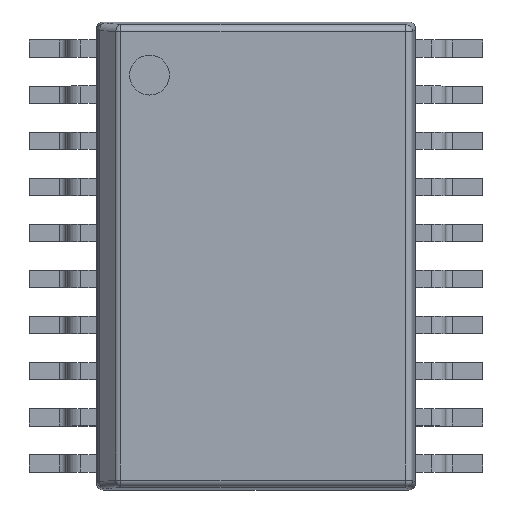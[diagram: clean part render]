
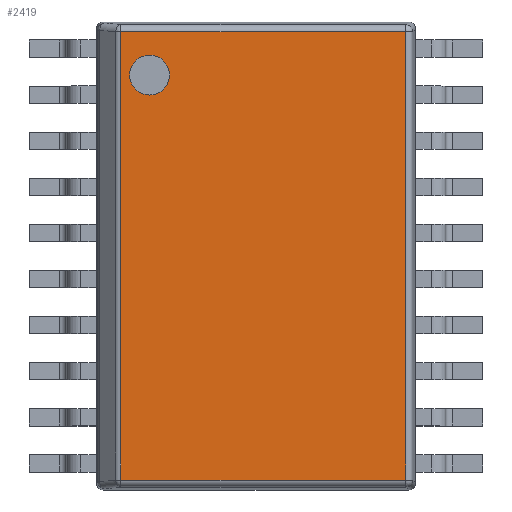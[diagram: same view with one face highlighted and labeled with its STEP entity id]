
A CAD part, top view. The second image highlights one B-rep face of the part: STEP entity #2419.
In plain terms, the highlighted planar face has unit normal (0, 0, 1).
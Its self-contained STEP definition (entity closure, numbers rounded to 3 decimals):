
#2242 = VERTEX_POINT('',#2243);
#2243 = CARTESIAN_POINT('',(0.341,6.46,1.1));
#2250 = EDGE_CURVE('',#2242,#2251,#2253,.T.);
#2251 = VERTEX_POINT('',#2252);
#2252 = CARTESIAN_POINT('',(4.36,6.46,1.1));
#2253 = LINE('',#2254,#2255);
#2254 = CARTESIAN_POINT('',(0.3,6.46,1.1));
#2255 = VECTOR('',#2256,1.);
#2256 = DIRECTION('',(1.,0.,0.));
#2317 = VERTEX_POINT('',#2318);
#2318 = CARTESIAN_POINT('',(4.36,0.14,1.1));
#2325 = EDGE_CURVE('',#2326,#2317,#2328,.T.);
#2326 = VERTEX_POINT('',#2327);
#2327 = CARTESIAN_POINT('',(0.341,0.14,1.1));
#2328 = LINE('',#2329,#2330);
#2329 = CARTESIAN_POINT('',(0.3,0.14,1.1));
#2330 = VECTOR('',#2331,1.);
#2331 = DIRECTION('',(1.,-0.,0.));
#2356 = EDGE_CURVE('',#2326,#2242,#2357,.T.);
#2357 = LINE('',#2358,#2359);
#2358 = CARTESIAN_POINT('',(0.341,0.05,1.1));
#2359 = VECTOR('',#2360,1.);
#2360 = DIRECTION('',(0.,1.,0.));
#2419 = ADVANCED_FACE('',(#2420,#2431),#2442,.T.);
#2420 = FACE_BOUND('',#2421,.T.);
#2421 = EDGE_LOOP('',(#2422,#2423,#2424,#2425));
#2422 = ORIENTED_EDGE('',*,*,#2250,.F.);
#2423 = ORIENTED_EDGE('',*,*,#2356,.F.);
#2424 = ORIENTED_EDGE('',*,*,#2325,.T.);
#2425 = ORIENTED_EDGE('',*,*,#2426,.T.);
#2426 = EDGE_CURVE('',#2317,#2251,#2427,.T.);
#2427 = LINE('',#2428,#2429);
#2428 = CARTESIAN_POINT('',(4.36,0.05,1.1));
#2429 = VECTOR('',#2430,1.);
#2430 = DIRECTION('',(0.,1.,-0.));
#2431 = FACE_BOUND('',#2432,.T.);
#2432 = EDGE_LOOP('',(#2433));
#2433 = ORIENTED_EDGE('',*,*,#2434,.F.);
#2434 = EDGE_CURVE('',#2435,#2435,#2437,.T.);
#2435 = VERTEX_POINT('',#2436);
#2436 = CARTESIAN_POINT('',(1.031,5.85,1.1));
#2437 = CIRCLE('',#2438,0.281);
#2438 = AXIS2_PLACEMENT_3D('',#2439,#2440,#2441);
#2439 = CARTESIAN_POINT('',(0.75,5.85,1.1));
#2440 = DIRECTION('',(0.,0.,1.));
#2441 = DIRECTION('',(1.,0.,-0.));
#2442 = PLANE('',#2443);
#2443 = AXIS2_PLACEMENT_3D('',#2444,#2445,#2446);
#2444 = CARTESIAN_POINT('',(0.,0.,1.1));
#2445 = DIRECTION('',(0.,0.,1.));
#2446 = DIRECTION('',(1.,0.,-0.));
